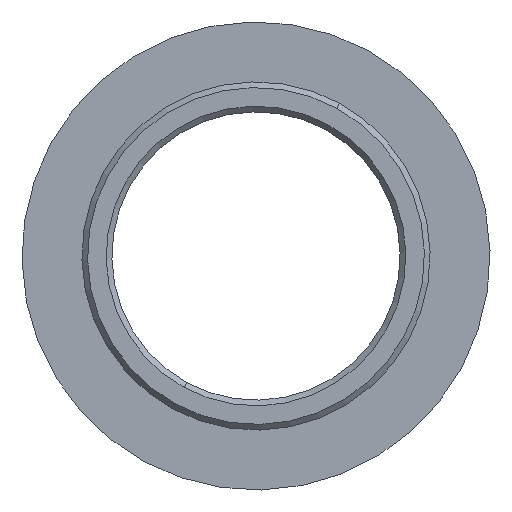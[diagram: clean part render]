
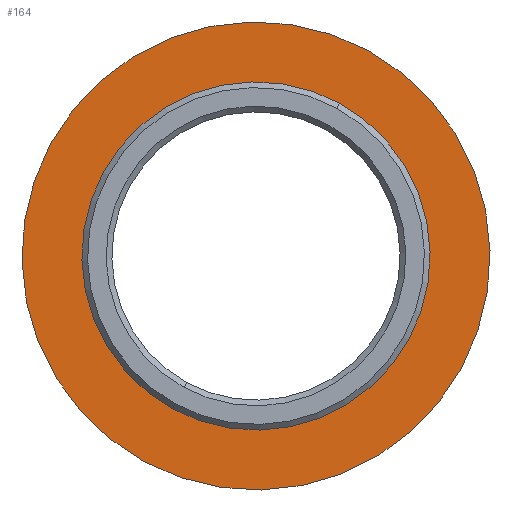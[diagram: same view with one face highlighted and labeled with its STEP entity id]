
A CAD part, front view. The second image highlights one B-rep face of the part: STEP entity #164.
In plain terms, the highlighted planar face has unit normal (0, -1, 0).
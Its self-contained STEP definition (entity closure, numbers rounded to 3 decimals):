
#70=CARTESIAN_POINT('Vertex',(19.656,-40.,35.981)) ;
#73=CARTESIAN_POINT('Axis2P3D Location',(0.,-40.,0.)) ;
#77=CARTESIAN_POINT('Vertex',(-19.656,-40.,-35.981)) ;
#97=CARTESIAN_POINT('Axis2P3D Location',(0.,-40.,0.)) ;
#137=CARTESIAN_POINT('Axis2P3D Location',(0.,-40.,30.5)) ;
#146=CARTESIAN_POINT('Axis2P3D Location',(0.,-40.,0.)) ;
#150=CARTESIAN_POINT('Vertex',(-14.622,-40.,-26.766)) ;
#152=CARTESIAN_POINT('Vertex',(14.622,-40.,26.766)) ;
#155=CARTESIAN_POINT('Axis2P3D Location',(0.,-40.,0.)) ;
#74=DIRECTION('Axis2P3D Direction',(0.,1.,0.)) ;
#98=DIRECTION('Axis2P3D Direction',(0.,1.,0.)) ;
#138=DIRECTION('Axis2P3D Direction',(0.,1.,0.)) ;
#139=DIRECTION('Axis2P3D XDirection',(1.,-0.,0.)) ;
#147=DIRECTION('Axis2P3D Direction',(0.,1.,0.)) ;
#156=DIRECTION('Axis2P3D Direction',(0.,1.,0.)) ;
#75=AXIS2_PLACEMENT_3D('Circle Axis2P3D',#73,#74,$) ;
#99=AXIS2_PLACEMENT_3D('Circle Axis2P3D',#97,#98,$) ;
#140=AXIS2_PLACEMENT_3D('Plane Axis2P3D',#137,#138,#139) ;
#148=AXIS2_PLACEMENT_3D('Circle Axis2P3D',#146,#147,$) ;
#157=AXIS2_PLACEMENT_3D('Circle Axis2P3D',#155,#156,$) ;
#143=ORIENTED_EDGE('',*,*,#79,.F.) ;
#144=ORIENTED_EDGE('',*,*,#101,.F.) ;
#161=ORIENTED_EDGE('',*,*,#154,.T.) ;
#162=ORIENTED_EDGE('',*,*,#159,.T.) ;
#163=FACE_BOUND('',#160,.T.) ;
#164=ADVANCED_FACE('Corps principal',(#145,#163),#141,.F.) ;
#76=CIRCLE('generated circle',#75,41.) ;
#100=CIRCLE('generated circle',#99,41.) ;
#149=CIRCLE('generated circle',#148,30.5) ;
#158=CIRCLE('generated circle',#157,30.5) ;
#79=EDGE_CURVE('',#71,#78,#76,.T.) ;
#101=EDGE_CURVE('',#78,#71,#100,.T.) ;
#154=EDGE_CURVE('',#151,#153,#149,.T.) ;
#159=EDGE_CURVE('',#153,#151,#158,.T.) ;
#142=EDGE_LOOP('',(#143,#144)) ;
#160=EDGE_LOOP('',(#161,#162)) ;
#145=FACE_OUTER_BOUND('',#142,.T.) ;
#141=PLANE('Plane',#140) ;
#71=VERTEX_POINT('',#70) ;
#78=VERTEX_POINT('',#77) ;
#151=VERTEX_POINT('',#150) ;
#153=VERTEX_POINT('',#152) ;
